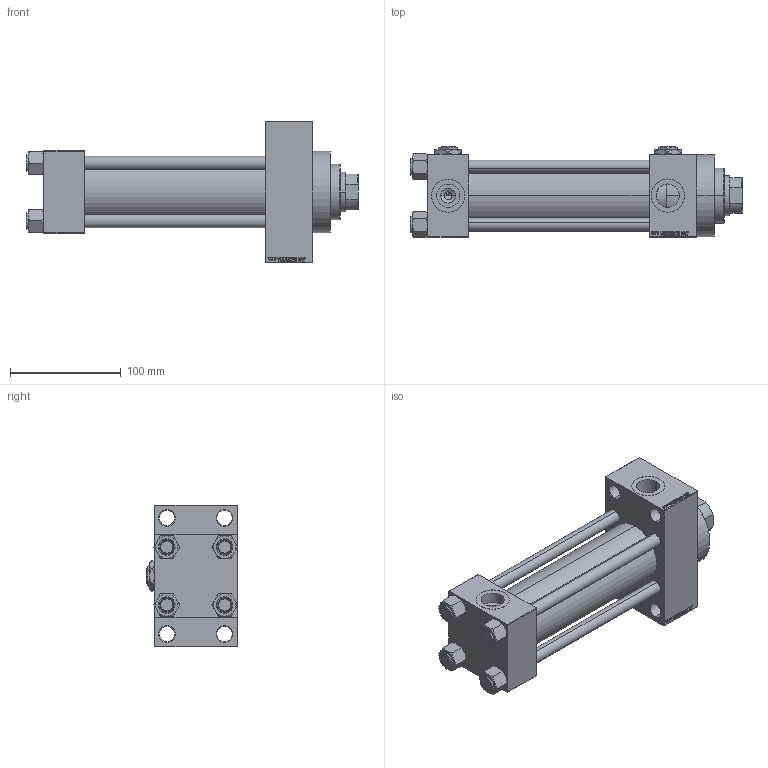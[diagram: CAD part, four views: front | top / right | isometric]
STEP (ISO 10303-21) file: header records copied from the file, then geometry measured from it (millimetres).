
FILE_DESCRIPTION (( 'STEP AP203' ), '1' );
FILE_NAME ('39e0.STEP', '2022-04-15T23:57:42', ( '' ), ( '' ), 'SwSTEP 2.0', 'SolidWorks 2019', '' );
FILE_SCHEMA (( 'CONFIG_CONTROL_DESIGN' ));
Length unit declared in the file: millimetre
Products named in the file (7): V215CR_VCP_D 3b967ec026a9b3e2726a5693a4c8be2f; NUT_M5_D 3b967ec026a9b3e2726a5693a4c8be2f; V215_VC_A 3b967ec026a9b3e2726a5693a4c8be2f; 39e0; V215CR_D_Body 3b967ec026a9b3e2726a5693a4c8be2f; V215CR_D_TYCINKA 3b967ec026a9b3e2726a5693a4c8be2f; Zatka_pro_OIL_PORT 3b967ec026a9b3e2726a5693a4c8be2f
Assembly tree (13 placements, depth 2):
  39e0
    V215CR_D_Body 3b967ec026a9b3e2726a5693a4c8be2f
    V215CR_VCP_D 3b967ec026a9b3e2726a5693a4c8be2f
    NUT_M5_D 3b967ec026a9b3e2726a5693a4c8be2f  x4
    V215CR_D_TYCINKA 3b967ec026a9b3e2726a5693a4c8be2f  x4
    V215_VC_A 3b967ec026a9b3e2726a5693a4c8be2f
    Zatka_pro_OIL_PORT 3b967ec026a9b3e2726a5693a4c8be2f  x2
Bounding box: 300 x 82.27 x 128 mm (x, y, z)
Volume: 1019513.2 mm3; surface area: 242388 mm2
Topology: 13 solids, 13 shells, 1214 faces, 3010 edges, 1938 vertices
Faces by surface type: plane 549, bspline 368, cone 186, cylinder 103, torus 8
Entity records: 49595 total; most frequent: CARTESIAN_POINT 25779, ORIENTED_EDGE 5320, DIRECTION 3508, EDGE_CURVE 2660, VERTEX_POINT 1736, VECTOR 1558, LINE 1558, EDGE_LOOP 1190
